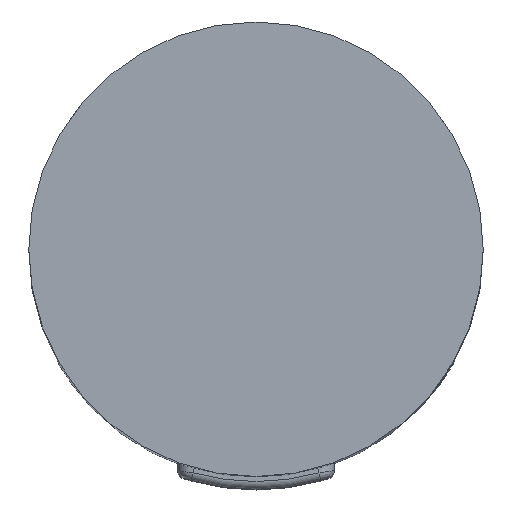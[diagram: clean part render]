
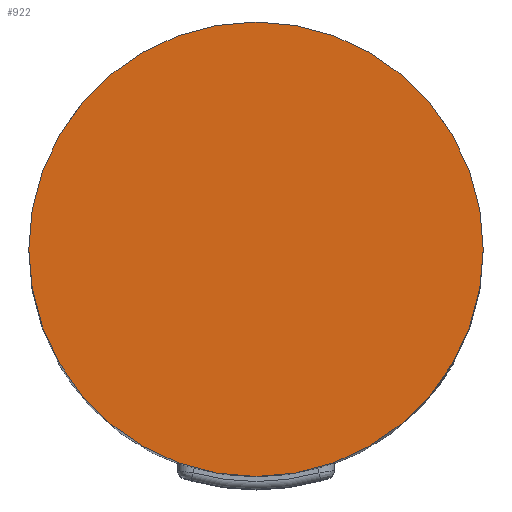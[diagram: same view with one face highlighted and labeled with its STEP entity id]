
A CAD part, top view. The second image highlights one B-rep face of the part: STEP entity #922.
In plain terms, the highlighted planar face has unit normal (0, 0, 1).
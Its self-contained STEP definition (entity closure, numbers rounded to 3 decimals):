
#328 = ORIENTED_EDGE ( 'NONE', *, *, #1802, .T. ) ;
#443 = AXIS2_PLACEMENT_3D ( 'NONE', #3104, #918, #1160 ) ;
#586 = CIRCLE ( 'NONE', #443, 25. ) ;
#616 = ORIENTED_EDGE ( 'NONE', *, *, #766, .T. ) ;
#688 = AXIS2_PLACEMENT_3D ( 'NONE', #1836, #885, #1384 ) ;
#766 = EDGE_CURVE ( 'NONE', #1825, #2334, #2169, .T. ) ;
#804 = DIRECTION ( 'NONE',  ( 1., 0., 0. ) ) ;
#885 = DIRECTION ( 'NONE',  ( 0., 0., 1. ) ) ;
#918 = DIRECTION ( 'NONE',  ( 0., 0., 1. ) ) ;
#922 = ADVANCED_FACE ( 'NONE', ( #1920 ), #2309, .T. ) ;
#1160 = DIRECTION ( 'NONE',  ( 1., 0., 0. ) ) ;
#1165 = CARTESIAN_POINT ( 'NONE',  ( -25., 0.058, 80.045 ) ) ;
#1384 = DIRECTION ( 'NONE',  ( 1., 0., 0. ) ) ;
#1592 = AXIS2_PLACEMENT_3D ( 'NONE', #2268, #2286, #804 ) ;
#1802 = EDGE_CURVE ( 'NONE', #2334, #1825, #586, .T. ) ;
#1825 = VERTEX_POINT ( 'NONE', #2305 ) ;
#1836 = CARTESIAN_POINT ( 'NONE',  ( 0., 0.058, 80.045 ) ) ;
#1920 = FACE_OUTER_BOUND ( 'NONE', #3146, .T. ) ;
#2169 = CIRCLE ( 'NONE', #1592, 25. ) ;
#2268 = CARTESIAN_POINT ( 'NONE',  ( 0., 0.058, 80.045 ) ) ;
#2286 = DIRECTION ( 'NONE',  ( 0., 0., 1. ) ) ;
#2305 = CARTESIAN_POINT ( 'NONE',  ( 25., 0.058, 80.045 ) ) ;
#2309 = PLANE ( 'NONE',  #688 ) ;
#2334 = VERTEX_POINT ( 'NONE', #1165 ) ;
#3104 = CARTESIAN_POINT ( 'NONE',  ( 0., 0.058, 80.045 ) ) ;
#3146 = EDGE_LOOP ( 'NONE', ( #328, #616 ) ) ;
